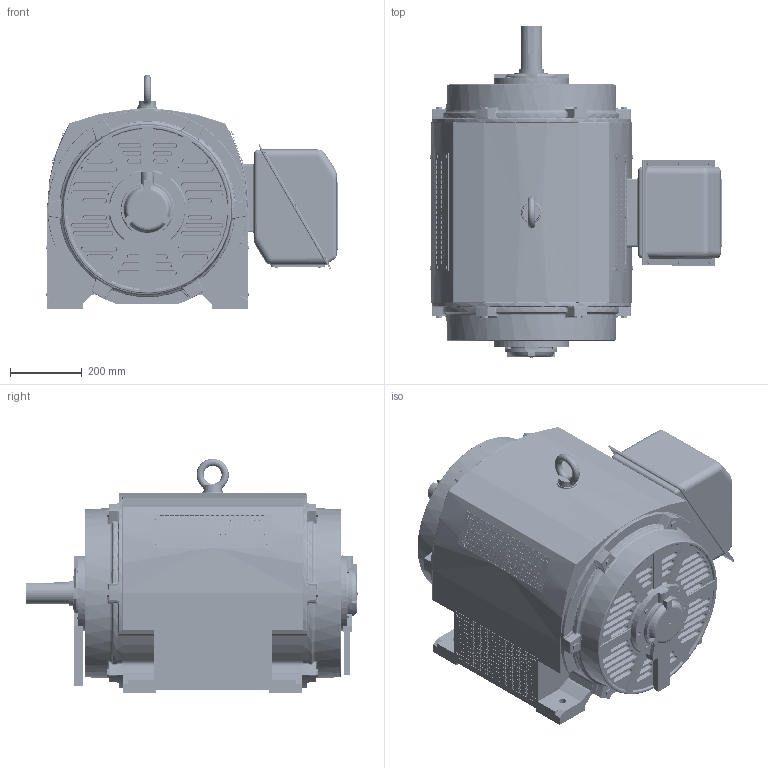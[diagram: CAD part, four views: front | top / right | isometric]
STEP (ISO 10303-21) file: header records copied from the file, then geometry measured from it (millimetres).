
FILE_DESCRIPTION(('CATIA V5 STEP Exchange'),'2;1');
FILE_NAME('3A043A504.stp','2014-04-02T09:15:36+00:00',('none'),('none'),'Unofficial Packaging Version','CATIA V5 STEP AP203','none');
FILE_SCHEMA(('CONFIG_CONTROL_DESIGN'));
Length unit declared in the file: millimetre
Products named in the file (1): #14
Bounding box: 816.35 x 926.2 x 654.39 mm (x, y, z)
Volume: 154401958.8 mm3; surface area: 5050846.5 mm2
Topology: 1 solids, 36 shells, 9506 faces, 26113 edges, 17073 vertices
Faces by surface type: plane 4732, cylinder 3965, torus 295, bspline 290, cone 172, sphere 48, revolution 4
Entity records: 309767 total; most frequent: CARTESIAN_POINT 77905, ORIENTED_EDGE 52042, DIRECTION 39563, EDGE_CURVE 26021, VERTEX_POINT 17073, AXIS2_PLACEMENT_3D 16277, VECTOR 15695, LINE 15695
